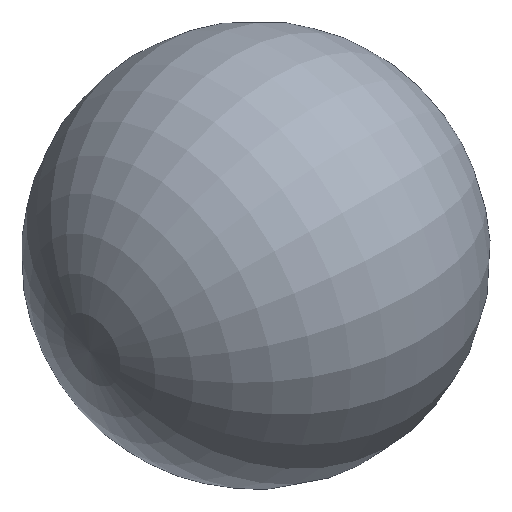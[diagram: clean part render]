
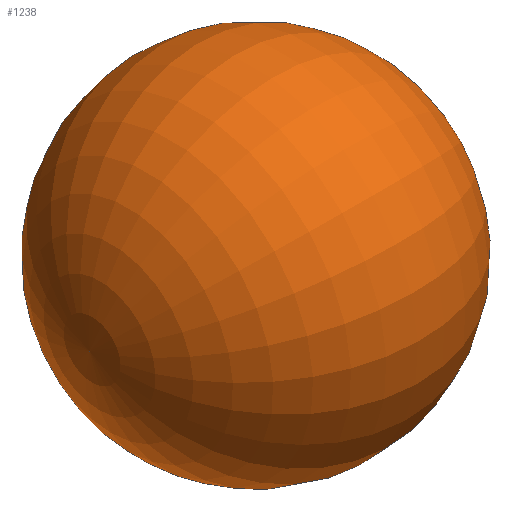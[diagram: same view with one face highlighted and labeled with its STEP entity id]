
A CAD part, isometric view. The second image highlights one B-rep face of the part: STEP entity #1238.
In plain terms, the highlighted toroidal (fillet/blend) face has major radius 9.949 mm and minor radius 5000 mm.
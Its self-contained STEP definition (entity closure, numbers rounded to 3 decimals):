
#23=VERTEX_LOOP('',#866);
#24=DEGENERATE_TOROIDAL_SURFACE('',#1494,9.949,5000.,.T.);
#535=ORIENTED_EDGE('',*,*,#737,.F.);
#737=EDGE_CURVE('',#865,#865,#911,.T.);
#865=VERTEX_POINT('',#4227);
#866=VERTEX_POINT('',#4228);
#911=CIRCLE('',#1495,78.651);
#1006=EDGE_LOOP('',(#535));
#1115=FACE_BOUND('',#1006,.T.);
#1116=FACE_BOUND('',#23,.T.);
#1238=ADVANCED_FACE('',(#1115,#1116),#24,.T.);
#1494=AXIS2_PLACEMENT_3D('',#4225,#1662,#1663);
#1495=AXIS2_PLACEMENT_3D('',#4226,#1664,#1665);
#1662=DIRECTION('',(-1.,0.,0.));
#1663=DIRECTION('',(0.,0.,1.));
#1664=DIRECTION('',(-1.,0.,0.));
#1665=DIRECTION('',(0.,0.,1.));
#4225=CARTESIAN_POINT('',(-4939.771,0.,0.));
#4226=CARTESIAN_POINT('',(59.757,0.,0.));
#4227=CARTESIAN_POINT('',(59.757,0.,78.651));
#4228=CARTESIAN_POINT('',(60.219,0.,0.));
